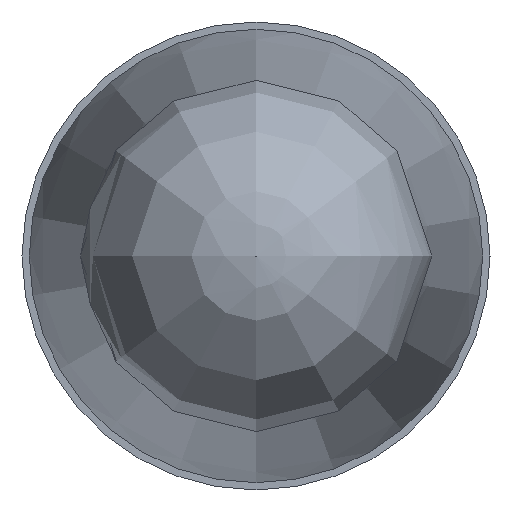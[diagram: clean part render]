
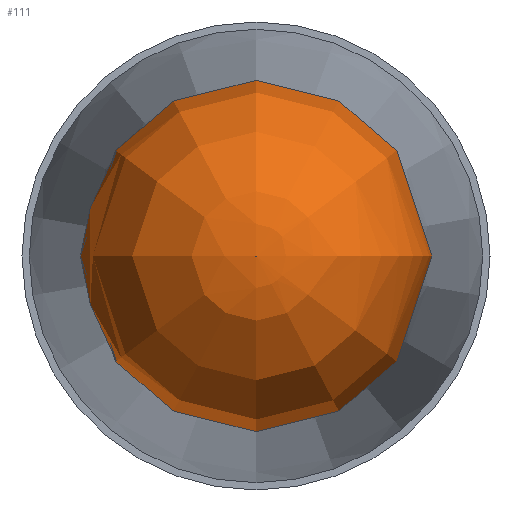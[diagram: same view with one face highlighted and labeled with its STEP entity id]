
A CAD part, left-side view. The second image highlights one B-rep face of the part: STEP entity #111.
In plain terms, the highlighted free-form (B-spline) face has degree [3, 3] with [7, 7] control points.
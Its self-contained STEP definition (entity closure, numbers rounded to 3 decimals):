
#111=ADVANCED_FACE('',(#122,#123),#121,.T.);
#121=(
BOUNDED_SURFACE()
B_SPLINE_SURFACE(3,3,((#207,#208,#209,#210,#211,#212,#213),(#214,#215,#216,
#217,#218,#219,#220),(#221,#222,#223,#224,#225,#226,#227),(#228,#229,#230,
#231,#232,#233,#234),(#235,#236,#237,#238,#239,#240,#241),(#242,#243,#244,
#245,#246,#247,#248),(#249,#250,#251,#252,#253,#254,#255)),
 .UNSPECIFIED.,.F.,.T.,.F.)
B_SPLINE_SURFACE_WITH_KNOTS((4,3,4),(1,3,3,3,1),(0.,0.5,1.),(-0.5,0.,0.5,
1.,1.5),.UNSPECIFIED.)
GEOMETRIC_REPRESENTATION_ITEM()
RATIONAL_B_SPLINE_SURFACE(((1.,0.333,0.333,1.,0.333,
0.333,1.),(0.805,0.268,0.268,
0.805,0.268,0.268,0.805),
(0.805,0.268,0.268,0.805,
0.268,0.268,0.805),(1.,0.333,
0.333,1.,0.333,0.333,1.),(0.805,
0.268,0.268,0.805,0.268,
0.268,0.805),(0.805,0.268,
0.268,0.805,0.268,0.268,
0.805),(1.,0.333,0.333,1.,0.333,
0.333,1.)))
REPRESENTATION_ITEM('')
SURFACE()
);
#122=FACE_BOUND('',#138,.T.);
#123=FACE_BOUND('',#139,.T.);
#138=VERTEX_LOOP('',#140);
#139=VERTEX_LOOP('',#141);
#140=VERTEX_POINT('',#205);
#141=VERTEX_POINT('',#206);
#205=CARTESIAN_POINT('',(0.,-0.011,0.));
#206=CARTESIAN_POINT('',(12.,0.,0.));
#207=CARTESIAN_POINT('',(0.,-0.011,0.));
#208=CARTESIAN_POINT('',(0.,-0.011,0.));
#209=CARTESIAN_POINT('',(0.,-0.011,0.));
#210=CARTESIAN_POINT('',(0.,-0.011,0.));
#211=CARTESIAN_POINT('',(0.,-0.011,0.));
#212=CARTESIAN_POINT('',(0.,-0.011,0.));
#213=CARTESIAN_POINT('',(0.,-0.011,0.));
#214=CARTESIAN_POINT('',(0.,-3.528,0.));
#215=CARTESIAN_POINT('',(0.,-3.528,7.034));
#216=CARTESIAN_POINT('',(-0.006,3.506,7.034));
#217=CARTESIAN_POINT('',(-0.006,3.506,0.));
#218=CARTESIAN_POINT('',(-0.006,3.506,-7.034));
#219=CARTESIAN_POINT('',(0.,-3.528,-7.034));
#220=CARTESIAN_POINT('',(0.,-3.528,0.));
#221=CARTESIAN_POINT('',(2.488,-6.014,0.));
#222=CARTESIAN_POINT('',(2.488,-6.014,12.011));
#223=CARTESIAN_POINT('',(2.477,5.997,12.011));
#224=CARTESIAN_POINT('',(2.477,5.997,0.));
#225=CARTESIAN_POINT('',(2.477,5.997,-12.011));
#226=CARTESIAN_POINT('',(2.488,-6.014,-12.011));
#227=CARTESIAN_POINT('',(2.488,-6.014,0.));
#228=CARTESIAN_POINT('',(6.005,-6.011,0.));
#229=CARTESIAN_POINT('',(6.005,-6.011,12.011));
#230=CARTESIAN_POINT('',(5.995,6.,12.011));
#231=CARTESIAN_POINT('',(5.995,6.,0.));
#232=CARTESIAN_POINT('',(5.995,6.,-12.011));
#233=CARTESIAN_POINT('',(6.005,-6.011,-12.011));
#234=CARTESIAN_POINT('',(6.005,-6.011,0.));
#235=CARTESIAN_POINT('',(9.523,-6.008,0.));
#236=CARTESIAN_POINT('',(9.523,-6.008,12.011));
#237=CARTESIAN_POINT('',(9.512,6.003,12.011));
#238=CARTESIAN_POINT('',(9.512,6.003,0.));
#239=CARTESIAN_POINT('',(9.512,6.003,-12.011));
#240=CARTESIAN_POINT('',(9.523,-6.008,-12.011));
#241=CARTESIAN_POINT('',(9.523,-6.008,0.));
#242=CARTESIAN_POINT('',(12.006,-3.517,0.));
#243=CARTESIAN_POINT('',(12.006,-3.517,7.034));
#244=CARTESIAN_POINT('',(12.,3.517,7.034));
#245=CARTESIAN_POINT('',(12.,3.517,0.));
#246=CARTESIAN_POINT('',(12.,3.517,-7.034));
#247=CARTESIAN_POINT('',(12.006,-3.517,-7.034));
#248=CARTESIAN_POINT('',(12.006,-3.517,0.));
#249=CARTESIAN_POINT('',(12.,0.,0.));
#250=CARTESIAN_POINT('',(12.,0.,0.));
#251=CARTESIAN_POINT('',(12.,0.,0.));
#252=CARTESIAN_POINT('',(12.,0.,0.));
#253=CARTESIAN_POINT('',(12.,0.,0.));
#254=CARTESIAN_POINT('',(12.,0.,0.));
#255=CARTESIAN_POINT('',(12.,0.,0.));
